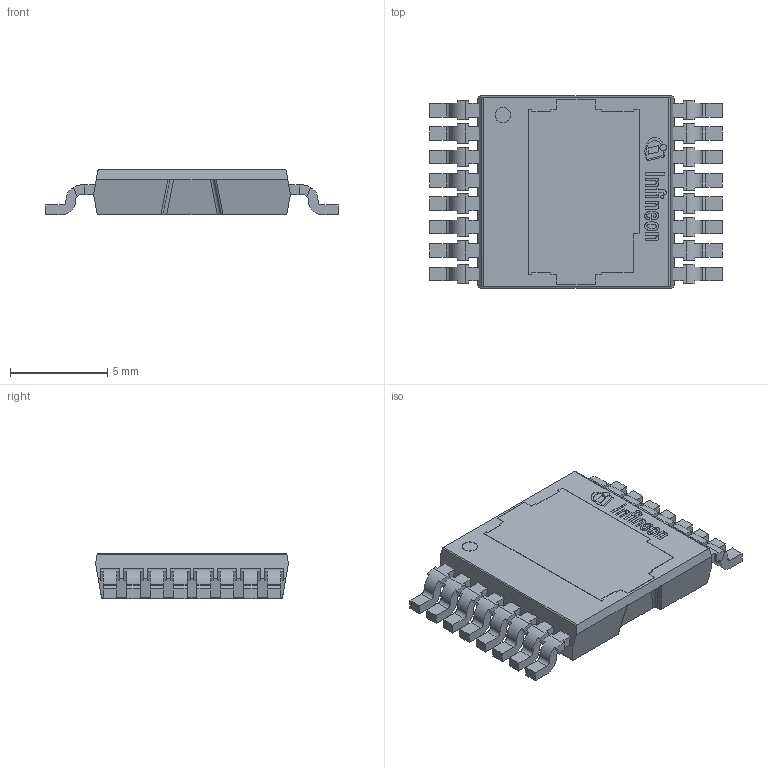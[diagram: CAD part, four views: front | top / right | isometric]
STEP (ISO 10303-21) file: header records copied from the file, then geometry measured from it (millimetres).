
FILE_DESCRIPTION(/* description */ (''),/* implementation_level */ '2;1');
FILE_NAME(/* name */ '1.stp',/* time_stamp */ '2024-04-10T17:42:20+05:30',/* author */ ('sivamani'),/* organization */ (''),/* preprocessor_version */ 'ST-DEVELOPER v19.2',/* originating_system */ 'AutoCAD Mechanical',/* authorisation */ '');
FILE_SCHEMA (('AUTOMOTIVE_DESIGN { 1 0 10303 214 3 1 1 }'));
Length unit declared in the file: millimetre
Products named in the file (1): Product
Bounding box: 15 x 9.9 x 2.35 mm (x, y, z)
Volume: 237.1 mm3; surface area: 551.8 mm2
Topology: 31 solids, 31 shells, 568 faces, 1513 edges, 1006 vertices
Faces by surface type: plane 464, cylinder 81, bspline 22, torus 1
Full cylindrical faces by diameter (mm): 0.164 x1, 0.344 x1, 0.8 x2, 3 x1
Entity records: 17703 total; most frequent: CARTESIAN_POINT 3784, ORIENTED_EDGE 3026, DIRECTION 2694, EDGE_CURVE 1513, LINE 1134, VECTOR 1134, VERTEX_POINT 1006, AXIS2_PLACEMENT_3D 780
